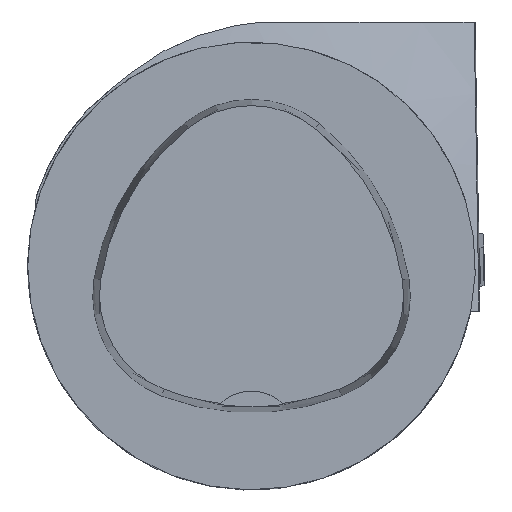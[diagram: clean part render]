
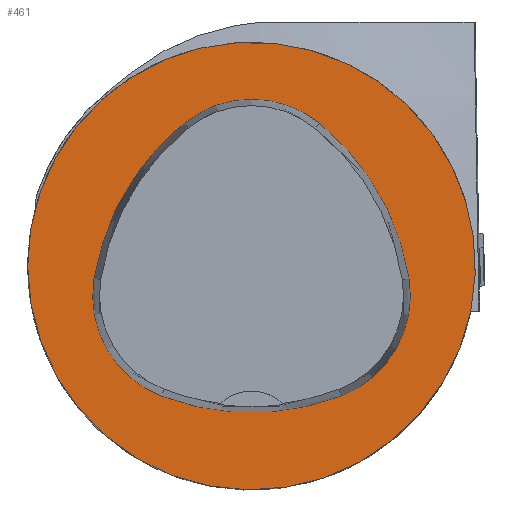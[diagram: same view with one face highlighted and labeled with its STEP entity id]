
A CAD part, top view. The second image highlights one B-rep face of the part: STEP entity #461.
In plain terms, the highlighted planar face has unit normal (0, 0, 1).
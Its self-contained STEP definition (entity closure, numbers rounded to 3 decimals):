
#199=FACE_BOUND('',#865,.T.);
#200=FACE_BOUND('',#866,.T.);
#337=CIRCLE('',#3153,25.);
#342=CIRCLE('',#3196,12.);
#343=CIRCLE('',#3197,28.);
#344=CIRCLE('',#3198,12.);
#345=CIRCLE('',#3199,28.);
#346=CIRCLE('',#3200,12.);
#347=CIRCLE('',#3201,28.);
#461=ADVANCED_FACE('',(#199,#200),#625,.T.);
#625=PLANE('',#3202);
#865=EDGE_LOOP('',(#1160,#1161,#1162,#1163,#1164,#1165));
#866=EDGE_LOOP('',(#1166));
#1160=ORIENTED_EDGE('',*,*,#2237,.T.);
#1161=ORIENTED_EDGE('',*,*,#2238,.T.);
#1162=ORIENTED_EDGE('',*,*,#2239,.T.);
#1163=ORIENTED_EDGE('',*,*,#2240,.T.);
#1164=ORIENTED_EDGE('',*,*,#2241,.T.);
#1165=ORIENTED_EDGE('',*,*,#2242,.T.);
#1166=ORIENTED_EDGE('',*,*,#2180,.F.);
#1897=VERTEX_POINT('',#4412);
#1931=VERTEX_POINT('',#4557);
#1932=VERTEX_POINT('',#4558);
#1933=VERTEX_POINT('',#4560);
#1934=VERTEX_POINT('',#4562);
#1935=VERTEX_POINT('',#4564);
#1936=VERTEX_POINT('',#4566);
#2180=EDGE_CURVE('',#1897,#1897,#337,.T.);
#2237=EDGE_CURVE('',#1931,#1932,#342,.T.);
#2238=EDGE_CURVE('',#1932,#1933,#343,.T.);
#2239=EDGE_CURVE('',#1933,#1934,#344,.T.);
#2240=EDGE_CURVE('',#1934,#1935,#345,.T.);
#2241=EDGE_CURVE('',#1935,#1936,#346,.T.);
#2242=EDGE_CURVE('',#1936,#1931,#347,.T.);
#3153=AXIS2_PLACEMENT_3D('',#4411,#3491,#3492);
#3196=AXIS2_PLACEMENT_3D('',#4556,#3611,#3612);
#3197=AXIS2_PLACEMENT_3D('',#4559,#3613,#3614);
#3198=AXIS2_PLACEMENT_3D('',#4561,#3615,#3616);
#3199=AXIS2_PLACEMENT_3D('',#4563,#3617,#3618);
#3200=AXIS2_PLACEMENT_3D('',#4565,#3619,#3620);
#3201=AXIS2_PLACEMENT_3D('',#4567,#3621,#3622);
#3202=AXIS2_PLACEMENT_3D('',#4568,#3623,#3624);
#3491=DIRECTION('',(0.,0.,-1.));
#3492=DIRECTION('',(-1.,0.,0.));
#3611=DIRECTION('',(0.,0.,-1.));
#3612=DIRECTION('',(-1.,0.,0.));
#3613=DIRECTION('',(0.,0.,-1.));
#3614=DIRECTION('',(-1.,0.,0.));
#3615=DIRECTION('',(0.,0.,-1.));
#3616=DIRECTION('',(-1.,0.,0.));
#3617=DIRECTION('',(0.,0.,-1.));
#3618=DIRECTION('',(-1.,0.,0.));
#3619=DIRECTION('',(0.,0.,-1.));
#3620=DIRECTION('',(-1.,0.,0.));
#3621=DIRECTION('',(0.,0.,-1.));
#3622=DIRECTION('',(-1.,0.,0.));
#3623=DIRECTION('',(0.,0.,1.));
#3624=DIRECTION('',(1.,0.,0.));
#4411=CARTESIAN_POINT('',(0.,0.,0.));
#4412=CARTESIAN_POINT('',(-25.,0.,0.));
#4556=CARTESIAN_POINT('',(-5.733,-3.31,0.));
#4557=CARTESIAN_POINT('',(-10.025,-14.516,0.));
#4558=CARTESIAN_POINT('',(-17.584,-1.424,0.));
#4559=CARTESIAN_POINT('',(10.068,-5.824,0.));
#4560=CARTESIAN_POINT('',(-7.531,15.953,0.));
#4561=CARTESIAN_POINT('',(0.011,6.62,0.));
#4562=CARTESIAN_POINT('',(7.567,15.942,0.));
#4563=CARTESIAN_POINT('',(-10.063,-5.81,0.));
#4564=CARTESIAN_POINT('',(17.59,-1.418,0.));
#4565=CARTESIAN_POINT('',(5.739,-3.3,0.));
#4566=CARTESIAN_POINT('',(10.05,-14.499,0.));
#4567=CARTESIAN_POINT('',(-0.01,11.631,0.));
#4568=CARTESIAN_POINT('',(0.,0.,0.));
